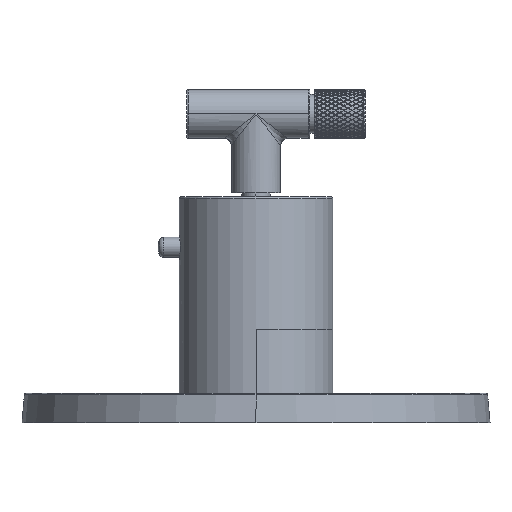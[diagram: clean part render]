
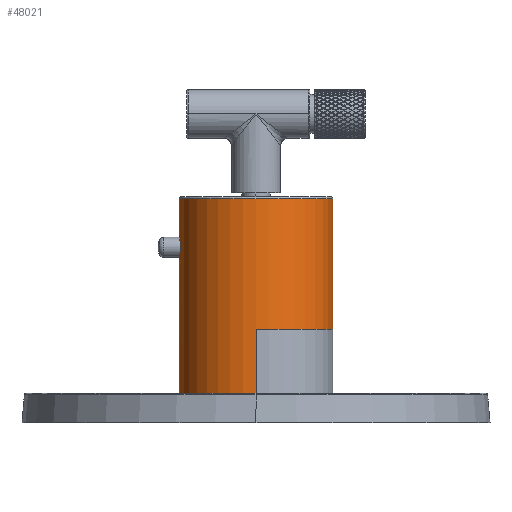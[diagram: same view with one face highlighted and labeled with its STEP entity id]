
A CAD part, left-side view. The second image highlights one B-rep face of the part: STEP entity #48021.
In plain terms, the highlighted cylindrical face has radius 25.019 mm (diameter 50.038 mm), a partial arc.
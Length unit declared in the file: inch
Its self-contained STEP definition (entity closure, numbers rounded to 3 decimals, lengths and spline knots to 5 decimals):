
#1893=CARTESIAN_POINT('',(0.,0.,0.375));
#1894=DIRECTION('',(0.,0.,1.));
#1895=DIRECTION('',(1.,0.,0.));
#1896=AXIS2_PLACEMENT_3D('',#1893,#1894,#1895);
#6022=DIRECTION('',(0.,0.,1.));
#6023=VECTOR('',#6022,0.823);
#6024=CARTESIAN_POINT('',(0.985,0.,0.375));
#6025=LINE('',#6024,#6023);
#6026=CARTESIAN_POINT('',(0.,0.985,2.423));
#6027=CARTESIAN_POINT('',(-0.004,0.985,2.423));
#6028=CARTESIAN_POINT('',(-0.01199,0.98495,
2.42268));
#6029=CARTESIAN_POINT('',(-0.02398,0.98473,
2.42122));
#6030=CARTESIAN_POINT('',(-0.03583,0.98437,
2.41879));
#6031=CARTESIAN_POINT('',(-0.04756,0.98387,
2.41539));
#6032=CARTESIAN_POINT('',(-0.0591,0.98325,
2.41101));
#6033=CARTESIAN_POINT('',(-0.07036,0.98251,
2.40567));
#6034=CARTESIAN_POINT('',(-0.08134,0.98166,
2.39934));
#6035=CARTESIAN_POINT('',(-0.09189,0.98072,
2.39207));
#6036=CARTESIAN_POINT('',(-0.102,0.97972,
2.38386));
#6037=CARTESIAN_POINT('',(-0.11158,0.97868,
2.37473));
#6038=CARTESIAN_POINT('',(-0.1205,0.97761,
2.36476));
#6039=CARTESIAN_POINT('',(-0.12876,0.97656,
2.35395));
#6040=CARTESIAN_POINT('',(-0.13621,0.97555,
2.34243));
#6041=CARTESIAN_POINT('',(-0.14282,0.9746,
2.33021));
#6042=CARTESIAN_POINT('',(-0.14852,0.97374,
2.31741));
#6043=CARTESIAN_POINT('',(-0.15325,0.97301,
2.30415));
#6044=CARTESIAN_POINT('',(-0.15698,0.97241,
2.29044));
#6045=CARTESIAN_POINT('',(-0.15966,0.97197,
2.27648));
#6046=CARTESIAN_POINT('',(-0.16129,0.97171,
2.26228));
#6047=CARTESIAN_POINT('',(-0.16183,0.97162,
2.248));
#6048=CARTESIAN_POINT('',(-0.16129,0.97171,
2.23372));
#6049=CARTESIAN_POINT('',(-0.15966,0.97197,
2.21953));
#6050=CARTESIAN_POINT('',(-0.15698,0.97241,
2.20557));
#6051=CARTESIAN_POINT('',(-0.15325,0.97301,
2.19186));
#6052=CARTESIAN_POINT('',(-0.14853,0.97374,
2.17859));
#6053=CARTESIAN_POINT('',(-0.14282,0.9746,
2.16579));
#6054=CARTESIAN_POINT('',(-0.13621,0.97555,
2.15358));
#6055=CARTESIAN_POINT('',(-0.12876,0.97656,
2.14205));
#6056=CARTESIAN_POINT('',(-0.12051,0.97761,
2.13124));
#6057=CARTESIAN_POINT('',(-0.11158,0.97867,
2.12127));
#6058=CARTESIAN_POINT('',(-0.10201,0.97972,
2.11214));
#6059=CARTESIAN_POINT('',(-0.0919,0.98072,
2.10393));
#6060=CARTESIAN_POINT('',(-0.08134,0.98166,
2.09666));
#6061=CARTESIAN_POINT('',(-0.07036,0.9825,
2.09033));
#6062=CARTESIAN_POINT('',(-0.05911,0.98325,
2.08499));
#6063=CARTESIAN_POINT('',(-0.04757,0.98387,
2.08061));
#6064=CARTESIAN_POINT('',(-0.03583,0.98437,
2.07721));
#6065=CARTESIAN_POINT('',(-0.02398,0.98473,
2.07478));
#6066=CARTESIAN_POINT('',(-0.01199,0.98495,
2.07332));
#6067=CARTESIAN_POINT('',(-0.004,0.985,2.073));
#6068=CARTESIAN_POINT('',(0.,0.985,2.073));
#6070=CARTESIAN_POINT('',(0.,0.,2.868));
#6071=DIRECTION('',(0.,0.,1.));
#6072=DIRECTION('',(0.,1.,0.));
#6073=AXIS2_PLACEMENT_3D('',#6070,#6071,#6072);
#6075=CARTESIAN_POINT('',(0.,0.,1.198));
#6076=DIRECTION('',(0.,0.,1.));
#6077=DIRECTION('',(-1.,0.,0.));
#6078=AXIS2_PLACEMENT_3D('',#6075,#6076,#6077);
#6080=DIRECTION('',(0.,0.,1.));
#6081=VECTOR('',#6080,0.823);
#6082=CARTESIAN_POINT('',(-0.985,0.,0.375));
#6083=LINE('',#6082,#6081);
#6084=DIRECTION('',(0.,0.,1.));
#6085=VECTOR('',#6084,1.67);
#6086=CARTESIAN_POINT('',(0.,-0.985,1.198));
#6087=LINE('',#6086,#6085);
#6093=DIRECTION('',(0.,0.,1.));
#6094=VECTOR('',#6093,0.445);
#6095=CARTESIAN_POINT('',(0.,0.985,2.423));
#6096=LINE('',#6095,#6094);
#6141=DIRECTION('',(0.,0.,1.));
#6142=VECTOR('',#6141,0.875);
#6143=CARTESIAN_POINT('',(0.,0.985,1.198));
#6144=LINE('',#6143,#6142);
#6145=CARTESIAN_POINT('',(0.,0.,1.198));
#6146=DIRECTION('',(0.,0.,1.));
#6147=DIRECTION('',(1.,0.,0.));
#6148=AXIS2_PLACEMENT_3D('',#6145,#6146,#6147);
#38974=CARTESIAN_POINT('',(0.,0.985,2.868));
#38975=CARTESIAN_POINT('',(0.,-0.985,2.868));
#38976=VERTEX_POINT('',#38974);
#38977=VERTEX_POINT('',#38975);
#38978=VERTEX_POINT('',#6026);
#38979=VERTEX_POINT('',#6068);
#38990=CARTESIAN_POINT('',(0.985,0.,1.198));
#38991=CARTESIAN_POINT('',(0.,0.985,1.198));
#38992=VERTEX_POINT('',#38990);
#38993=VERTEX_POINT('',#38991);
#38994=CARTESIAN_POINT('',(-0.985,0.,1.198));
#38995=CARTESIAN_POINT('',(0.,-0.985,1.198));
#38996=VERTEX_POINT('',#38994);
#38997=VERTEX_POINT('',#38995);
#39002=CARTESIAN_POINT('',(0.985,0.,0.375));
#39003=CARTESIAN_POINT('',(-0.985,0.,0.375));
#39004=VERTEX_POINT('',#39002);
#39005=VERTEX_POINT('',#39003);
#47995=CARTESIAN_POINT('',(0.,0.,1.113));
#47996=DIRECTION('',(0.,0.,1.));
#47997=DIRECTION('',(0.,1.,0.));
#47998=AXIS2_PLACEMENT_3D('',#47995,#47996,#47997);
#47999=CYLINDRICAL_SURFACE('',#47998,0.985);
#48000=ORIENTED_EDGE('',*,*,#41957,.F.);
#48002=ORIENTED_EDGE('',*,*,#48001,.T.);
#48004=ORIENTED_EDGE('',*,*,#48003,.T.);
#48006=ORIENTED_EDGE('',*,*,#48005,.T.);
#48008=ORIENTED_EDGE('',*,*,#48007,.F.);
#48010=ORIENTED_EDGE('',*,*,#48009,.T.);
#48012=ORIENTED_EDGE('',*,*,#48011,.T.);
#48014=ORIENTED_EDGE('',*,*,#48013,.F.);
#48016=ORIENTED_EDGE('',*,*,#48015,.F.);
#48018=ORIENTED_EDGE('',*,*,#48017,.F.);
#48019=EDGE_LOOP('',(#48000,#48002,#48004,#48006,#48008,#48010,#48012,#48014,
#48016,#48018));
#48020=FACE_OUTER_BOUND('',#48019,.F.);
#48021=ADVANCED_FACE('',(#48020),#47999,.T.);
#1897=CIRCLE('',#1896,0.985);
#6069=B_SPLINE_CURVE_WITH_KNOTS('',3,(#6026,#6027,#6028,#6029,#6030,#6031,#6032,
#6033,#6034,#6035,#6036,#6037,#6038,#6039,#6040,#6041,#6042,#6043,#6044,#6045,
#6046,#6047,#6048,#6049,#6050,#6051,#6052,#6053,#6054,#6055,#6056,#6057,#6058,
#6059,#6060,#6061,#6062,#6063,#6064,#6065,#6066,#6067,#6068),.UNSPECIFIED.,.F.,
.F.,(4,1,1,1,1,1,1,1,1,1,1,1,1,1,1,1,1,1,1,1,1,1,1,1,1,1,1,1,1,1,1,1,1,1,1,1,1,
1,1,1,4),(0.,0.025,0.05,0.075,0.1,0.125,0.15,0.175,0.2,0.225,
0.25,0.275,0.3,0.325,0.35,0.375,0.4,0.425,0.45,0.475,0.5,
0.525,0.55,0.575,0.6,0.625,0.65,0.675,0.7,0.725,0.75,
0.775,0.8,0.825,0.85,0.875,0.9,0.925,0.95,0.975,1.),
.UNSPECIFIED.);
#6074=CIRCLE('',#6073,0.985);
#6079=CIRCLE('',#6078,0.985);
#6149=CIRCLE('',#6148,0.985);
#41957=EDGE_CURVE('',#39004,#39005,#1897,.T.);
#48001=EDGE_CURVE('',#39004,#38992,#6025,.T.);
#48003=EDGE_CURVE('',#38992,#38993,#6149,.T.);
#48005=EDGE_CURVE('',#38993,#38979,#6144,.T.);
#48007=EDGE_CURVE('',#38978,#38979,#6069,.T.);
#48009=EDGE_CURVE('',#38978,#38976,#6096,.T.);
#48011=EDGE_CURVE('',#38976,#38977,#6074,.T.);
#48013=EDGE_CURVE('',#38997,#38977,#6087,.T.);
#48015=EDGE_CURVE('',#38996,#38997,#6079,.T.);
#48017=EDGE_CURVE('',#39005,#38996,#6083,.T.);
